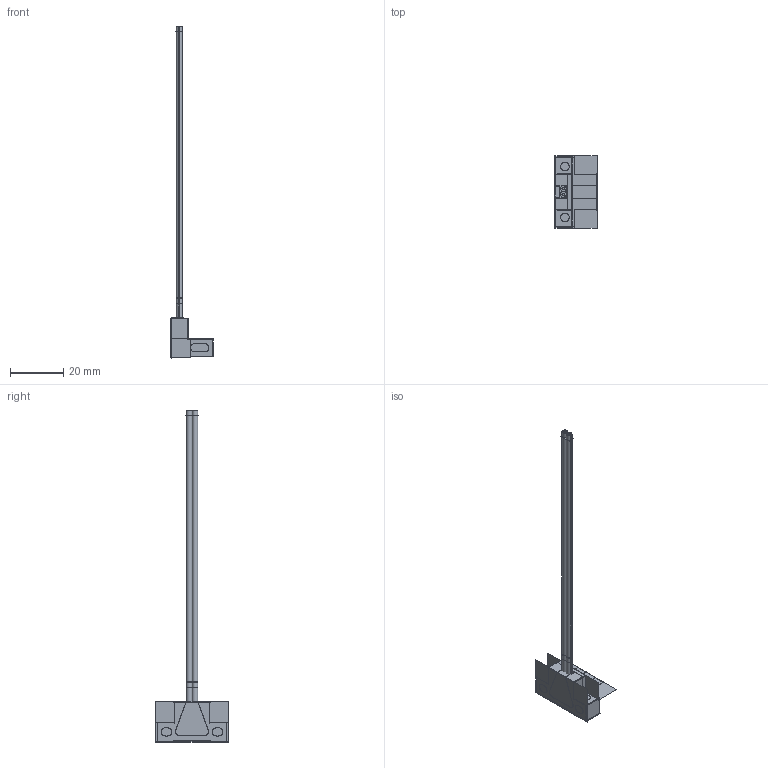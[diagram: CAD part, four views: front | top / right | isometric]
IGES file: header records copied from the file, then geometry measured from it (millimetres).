
Start section:  PTC IGES file: 161925.igs
Global section: file name: 161925.igs; native system: Creo Parametric by Parametric Technology Corporation; preprocessor: 2013230; author: pdmadmin; organization: Unknown; date: 20160201.145233; units: millimetre
Bounding box: 16.11 x 27.23 x 124.35 mm (x, y, z)
Volume: 2363.2 mm3; surface area: 21428 mm2
Topology: 4 solids, 6 shells, 204 faces, 1092 edges, 1396 vertices
Faces by surface type: bspline 116, revolution 88
